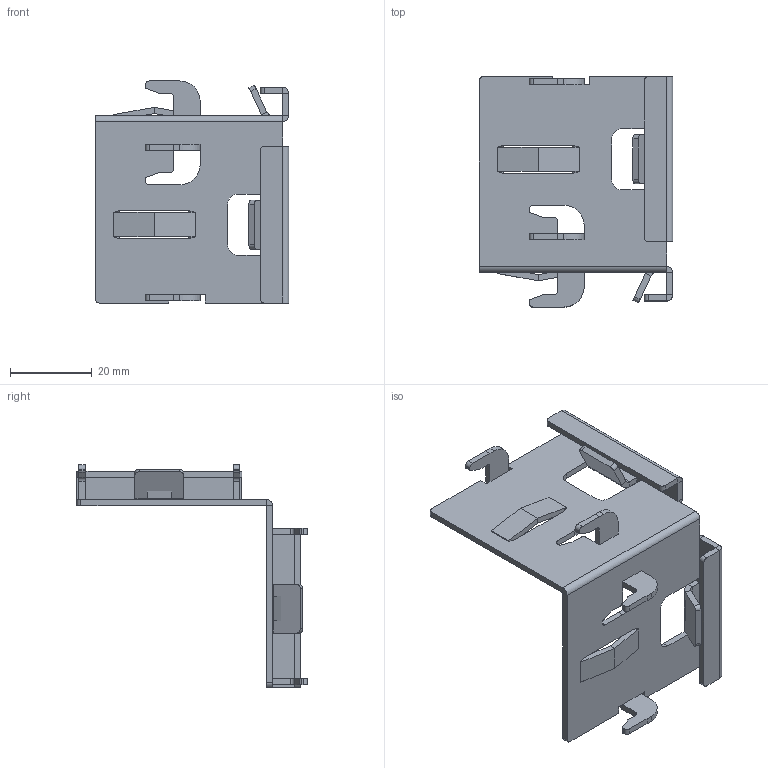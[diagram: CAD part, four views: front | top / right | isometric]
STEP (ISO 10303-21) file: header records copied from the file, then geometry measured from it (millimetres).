
FILE_DESCRIPTION((''),'2;1');
FILE_NAME('910006','2019-10-11T11:31:10',('tomasz.grudniewski'),(''),'CREO PARAMETRIC BY PTC INC, 2019080','CREO PARAMETRIC BY PTC INC, 2019080','');
FILE_SCHEMA(('CONFIG_CONTROL_DESIGN'));
Length unit declared in the file: millimetre
Products named in the file (1): 910006
Bounding box: 47.5 x 56.5 x 54.5 mm (x, y, z)
Volume: 7932.5 mm3; surface area: 11845.9 mm2
Topology: 1 solids, 1 shells, 239 faces, 591 edges, 346 vertices
Faces by surface type: plane 174, cylinder 57, bspline 8
Entity records: 7077 total; most frequent: CARTESIAN_POINT 1360, ORIENTED_EDGE 1182, DIRECTION 1167, EDGE_CURVE 591, VECTOR 477, LINE 477, VERTEX_POINT 346, AXIS2_PLACEMENT_3D 345
